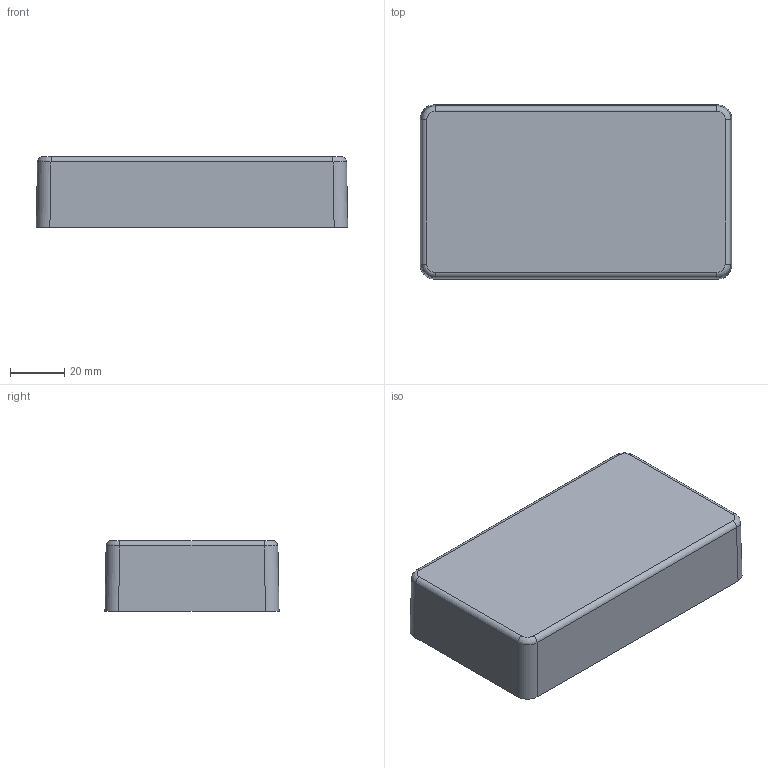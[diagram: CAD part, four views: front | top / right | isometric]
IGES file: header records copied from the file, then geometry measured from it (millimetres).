
Global section: file name: No Iges File Name specified; native system: Autodesk Inventor 2010; preprocessor: AutoDesk Inventor Iges Exporter R2010; author: tcook; date: 20090701.093112; units: millimetre
Bounding box: 114.5 x 64 x 26 mm (x, y, z)
Volume: 26275.7 mm3; surface area: 31735 mm2
Topology: 1 solids, 1 shells, 360 faces, 953 edges, 622 vertices
Faces by surface type: bspline 171, plane 137, revolution 40, cylinder 12
